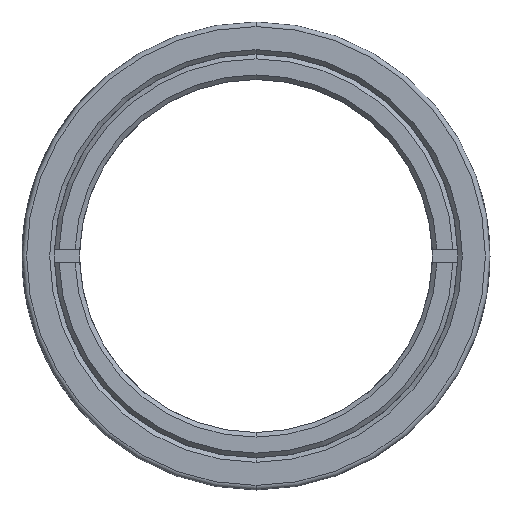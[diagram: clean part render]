
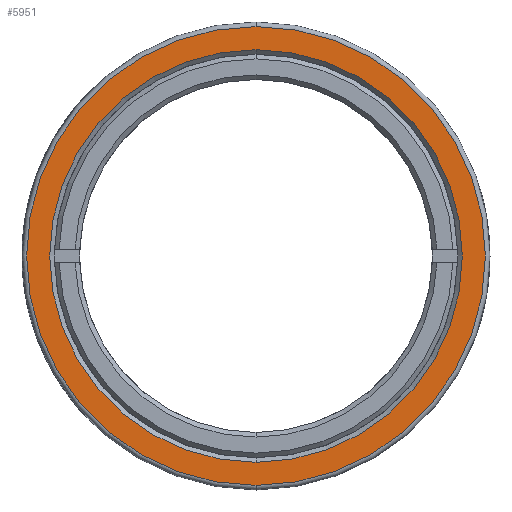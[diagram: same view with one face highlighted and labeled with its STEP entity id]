
A CAD part, front view. The second image highlights one B-rep face of the part: STEP entity #5951.
In plain terms, the highlighted planar face has unit normal (0, -1, 0).
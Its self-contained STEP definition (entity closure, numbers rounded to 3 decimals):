
#2140 = DIRECTION ( 'NONE',  ( 0., 1., 0. ) ) ;
#3378 = CARTESIAN_POINT ( 'NONE',  ( 15.419, 15.237, 18.209 ) ) ;
#3437 = EDGE_LOOP ( 'NONE', ( #5680, #17770 ) ) ;
#3678 = CARTESIAN_POINT ( 'NONE',  ( 15.419, 15.237, 18.209 ) ) ;
#3690 = CARTESIAN_POINT ( 'NONE',  ( 15.419, 15.237, 33.159 ) ) ;
#3766 = DIRECTION ( 'NONE',  ( 0., 0., 1. ) ) ;
#3781 = CARTESIAN_POINT ( 'NONE',  ( 15.419, 15.237, 18.209 ) ) ;
#5398 = PLANE ( 'NONE',  #20218 ) ;
#5680 = ORIENTED_EDGE ( 'NONE', *, *, #11750, .T. ) ;
#5951 = ADVANCED_FACE ( 'NONE', ( #20850, #25018 ), #5398, .F. ) ;
#8006 = DIRECTION ( 'NONE',  ( 0., -1., 0. ) ) ;
#8490 = VERTEX_POINT ( 'NONE', #16631 ) ;
#8573 = DIRECTION ( 'NONE',  ( 0., 0., 1. ) ) ;
#8632 = CARTESIAN_POINT ( 'NONE',  ( 15.419, 15.237, 18.209 ) ) ;
#9264 = VERTEX_POINT ( 'NONE', #14355 ) ;
#9740 = DIRECTION ( 'NONE',  ( 0., 0., 1. ) ) ;
#11629 = ORIENTED_EDGE ( 'NONE', *, *, #15793, .T. ) ;
#11750 = EDGE_CURVE ( 'NONE', #16803, #9264, #16676, .T. ) ;
#11760 = DIRECTION ( 'NONE',  ( 1., 0., 0. ) ) ;
#13257 = EDGE_CURVE ( 'NONE', #8490, #22980, #18508, .T. ) ;
#14355 = CARTESIAN_POINT ( 'NONE',  ( 15.419, 15.237, 31.654 ) ) ;
#15659 = CARTESIAN_POINT ( 'NONE',  ( 15.419, 15.237, 4.764 ) ) ;
#15793 = EDGE_CURVE ( 'NONE', #22980, #8490, #25242, .T. ) ;
#16088 = DIRECTION ( 'NONE',  ( 0., 1., 0. ) ) ;
#16193 = AXIS2_PLACEMENT_3D ( 'NONE', #19565, #28334, #8573 ) ;
#16631 = CARTESIAN_POINT ( 'NONE',  ( 15.419, 15.237, 3.259 ) ) ;
#16676 = CIRCLE ( 'NONE', #27725, 13.445 ) ;
#16803 = VERTEX_POINT ( 'NONE', #15659 ) ;
#17770 = ORIENTED_EDGE ( 'NONE', *, *, #21143, .T. ) ;
#18508 = CIRCLE ( 'NONE', #16193, 14.95 ) ;
#18823 = AXIS2_PLACEMENT_3D ( 'NONE', #3678, #8006, #9740 ) ;
#19565 = CARTESIAN_POINT ( 'NONE',  ( 15.419, 15.237, 18.209 ) ) ;
#20218 = AXIS2_PLACEMENT_3D ( 'NONE', #3378, #20996, #11760 ) ;
#20326 = CIRCLE ( 'NONE', #23049, 13.445 ) ;
#20850 = FACE_BOUND ( 'NONE', #3437, .T. ) ;
#20851 = ORIENTED_EDGE ( 'NONE', *, *, #13257, .T. ) ;
#20996 = DIRECTION ( 'NONE',  ( 0., 1., 0. ) ) ;
#21143 = EDGE_CURVE ( 'NONE', #9264, #16803, #20326, .T. ) ;
#21398 = DIRECTION ( 'NONE',  ( 0., 0., 1. ) ) ;
#22980 = VERTEX_POINT ( 'NONE', #3690 ) ;
#23049 = AXIS2_PLACEMENT_3D ( 'NONE', #3781, #16088, #21398 ) ;
#24230 = EDGE_LOOP ( 'NONE', ( #11629, #20851 ) ) ;
#25018 = FACE_OUTER_BOUND ( 'NONE', #24230, .T. ) ;
#25242 = CIRCLE ( 'NONE', #18823, 14.95 ) ;
#27725 = AXIS2_PLACEMENT_3D ( 'NONE', #8632, #2140, #3766 ) ;
#28334 = DIRECTION ( 'NONE',  ( 0., -1., 0. ) ) ;
